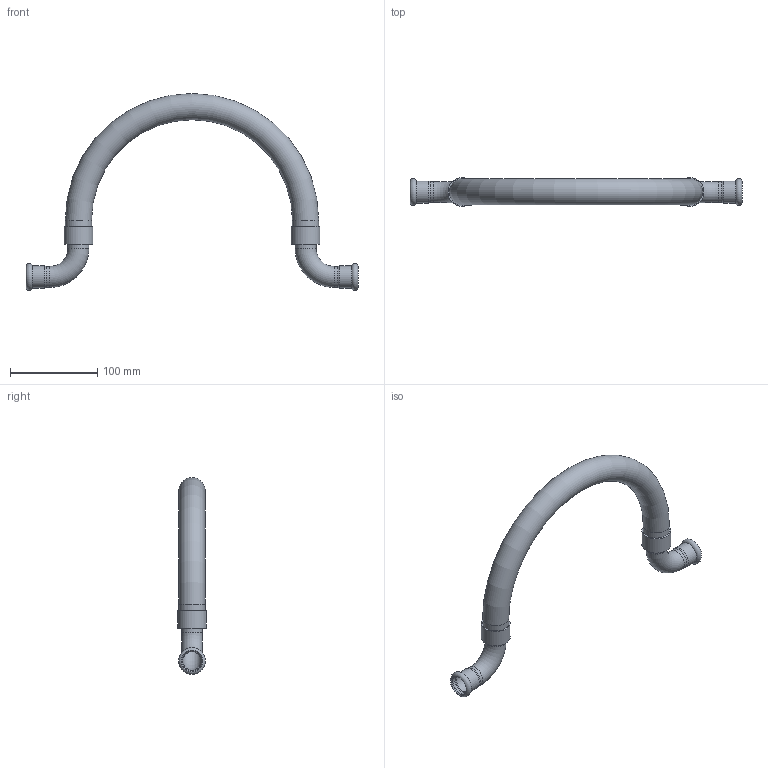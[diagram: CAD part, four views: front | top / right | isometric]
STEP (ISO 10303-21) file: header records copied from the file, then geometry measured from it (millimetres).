
FILE_DESCRIPTION(/* description */ ('Tubo flessibile ad omega DN22'),/* implementation_level */ '2;1');
FILE_NAME(/* name */ '199022001_Inoxpres.stp',/* time_stamp */ '2022-10-12T17:01:05+02:00',/* author */ ('Vault'),/* organization */ ('Raccorderie metalliche s.p.a. '),/* preprocessor_version */ 'ST-DEVELOPER v18.1',/* originating_system */ 'Autodesk Inventor 2020',/* authorisation */ 'Raccorderie metalliche s.p.a. ');
FILE_SCHEMA (('AUTOMOTIVE_DESIGN { 1 0 10303 214 3 1 1 }'));
Length unit declared in the file: millimetre
Products named in the file (1): 199022001_Inoxpres
Bounding box: 380 x 33 x 225.4 mm (x, y, z)
Volume: 193233.6 mm3; surface area: 100450.3 mm2
Topology: 1 solids, 1 shells, 42 faces, 143 edges, 105 vertices
Faces by surface type: cylinder 20, torus 16, plane 4, cone 2
Full cylindrical faces by diameter (mm): 21 x4, 22.3 x2, 22.9 x4, 24 x4, 25.3 x2, 30 x2, 33 x2
Entity records: 1725 total; most frequent: DIRECTION 350, CARTESIAN_POINT 291, ORIENTED_EDGE 286, AXIS2_PLACEMENT_3D 164, EDGE_CURVE 143, CIRCLE 121, VERTEX_POINT 105, EDGE_LOOP 46
